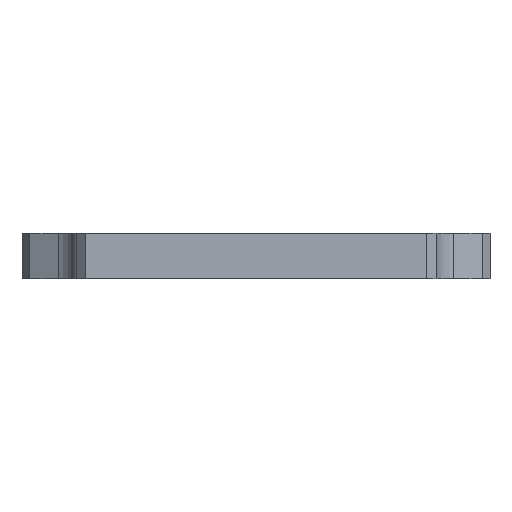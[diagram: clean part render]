
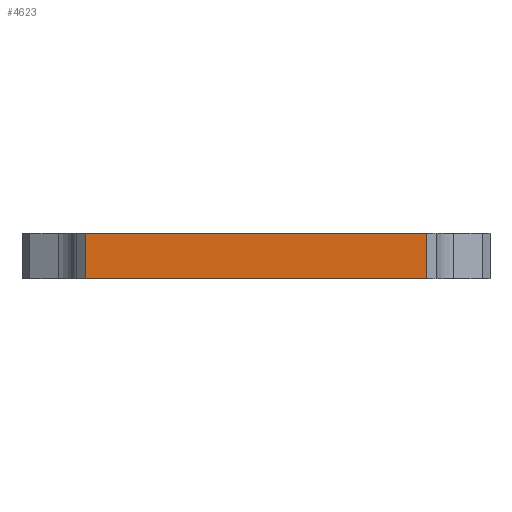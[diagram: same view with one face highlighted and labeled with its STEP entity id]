
A CAD part, left-side view. The second image highlights one B-rep face of the part: STEP entity #4623.
In plain terms, the highlighted planar face has unit normal (-1, 0, 0).
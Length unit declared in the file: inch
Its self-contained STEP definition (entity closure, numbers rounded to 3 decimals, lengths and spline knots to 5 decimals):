
#168 = CARTESIAN_POINT ( 'NONE',  ( 0., 0.05, 0.25 ) ) ;
#281 = CARTESIAN_POINT ( 'NONE',  ( 0., 0.05, 0. ) ) ;
#345 = VERTEX_POINT ( 'NONE', #2000 ) ;
#362 = VERTEX_POINT ( 'NONE', #281 ) ;
#549 = EDGE_CURVE ( 'NONE', #4087, #362, #2647, .T. ) ;
#820 = EDGE_CURVE ( 'NONE', #345, #4087, #3856, .T. ) ;
#881 = VECTOR ( 'NONE', #2304, 39.37008 ) ;
#1127 = CARTESIAN_POINT ( 'NONE',  ( 0., 1.95, 0. ) ) ;
#1328 = CARTESIAN_POINT ( 'NONE',  ( 0., 0., 0.25 ) ) ;
#1617 = VERTEX_POINT ( 'NONE', #168 ) ;
#1672 = DIRECTION ( 'NONE',  ( 1., 0., 0. ) ) ;
#1699 = FACE_OUTER_BOUND ( 'NONE', #1802, .T. ) ;
#1705 = LINE ( 'NONE', #4231, #3684 ) ;
#1802 = EDGE_LOOP ( 'NONE', ( #4265, #3298, #5249, #5416 ) ) ;
#2000 = CARTESIAN_POINT ( 'NONE',  ( 0., 1.95, 0.25 ) ) ;
#2197 = AXIS2_PLACEMENT_3D ( 'NONE', #5553, #1672, #4202 ) ;
#2201 = LINE ( 'NONE', #1328, #5360 ) ;
#2274 = CARTESIAN_POINT ( 'NONE',  ( 0., 0., 0. ) ) ;
#2304 = DIRECTION ( 'NONE',  ( 0., -1., 0. ) ) ;
#2647 = LINE ( 'NONE', #2274, #881 ) ;
#3002 = CARTESIAN_POINT ( 'NONE',  ( 0., 1.95, 0.25 ) ) ;
#3298 = ORIENTED_EDGE ( 'NONE', *, *, #5446, .T. ) ;
#3466 = DIRECTION ( 'NONE',  ( 0., -1., 0. ) ) ;
#3684 = VECTOR ( 'NONE', #3834, 39.37008 ) ;
#3800 = DIRECTION ( 'NONE',  ( 0., 0., -1. ) ) ;
#3834 = DIRECTION ( 'NONE',  ( 0., 0., 1. ) ) ;
#3856 = LINE ( 'NONE', #3002, #4252 ) ;
#4087 = VERTEX_POINT ( 'NONE', #1127 ) ;
#4202 = DIRECTION ( 'NONE',  ( 0., 0., -1. ) ) ;
#4231 = CARTESIAN_POINT ( 'NONE',  ( 0., 0.05, 0.25 ) ) ;
#4252 = VECTOR ( 'NONE', #3800, 39.37008 ) ;
#4265 = ORIENTED_EDGE ( 'NONE', *, *, #549, .T. ) ;
#4623 = ADVANCED_FACE ( 'NONE', ( #1699 ), #4654, .F. ) ;
#4654 = PLANE ( 'NONE',  #2197 ) ;
#4964 = EDGE_CURVE ( 'NONE', #345, #1617, #2201, .T. ) ;
#5249 = ORIENTED_EDGE ( 'NONE', *, *, #4964, .F. ) ;
#5360 = VECTOR ( 'NONE', #3466, 39.37008 ) ;
#5416 = ORIENTED_EDGE ( 'NONE', *, *, #820, .T. ) ;
#5446 = EDGE_CURVE ( 'NONE', #362, #1617, #1705, .T. ) ;
#5553 = CARTESIAN_POINT ( 'NONE',  ( 0., 0., 0.25 ) ) ;
